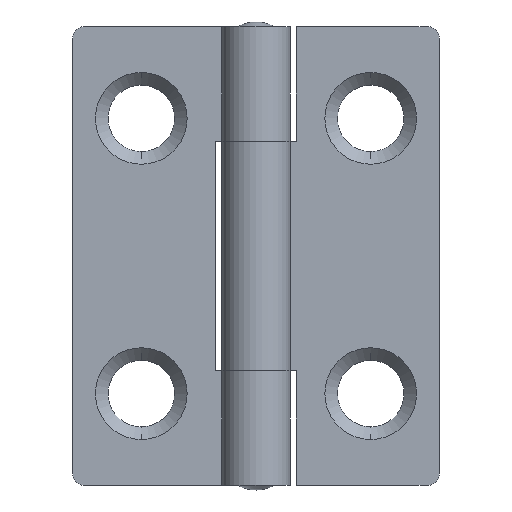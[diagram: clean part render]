
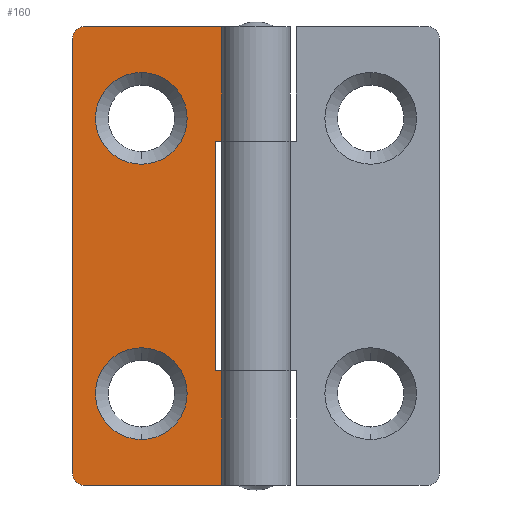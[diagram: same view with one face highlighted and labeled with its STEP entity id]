
A CAD part, front view. The second image highlights one B-rep face of the part: STEP entity #160.
In plain terms, the highlighted planar face has unit normal (0, -1, 0).
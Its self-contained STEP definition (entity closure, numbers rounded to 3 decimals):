
#160=ADVANCED_FACE('',(#316,#317,#318),#315,.T.);
#315=PLANE('',#813);
#316=FACE_OUTER_BOUND('',#814,.T.);
#317=FACE_BOUND('',#815,.T.);
#318=FACE_BOUND('',#816,.T.);
#810=CARTESIAN_POINT('',(-7.6,-1.5,-12.));
#811=DIRECTION('',(0.,-1.,0.));
#812=DIRECTION('',(1.,0.,0.));
#813=AXIS2_PLACEMENT_3D('',#810,#811,#812);
#814=EDGE_LOOP('',(#1141,#1142,#1143,#1144,#1145,#1146,#1147,#1148,#1149,#1150));
#815=EDGE_LOOP('',(#1151,#1152,#1153));
#816=EDGE_LOOP('',(#1154,#1155,#1156));
#1141=ORIENTED_EDGE('',*,*,#1381,.T.);
#1142=ORIENTED_EDGE('',*,*,#1392,.T.);
#1143=ORIENTED_EDGE('',*,*,#1387,.F.);
#1144=ORIENTED_EDGE('',*,*,#1402,.F.);
#1145=ORIENTED_EDGE('',*,*,#1403,.T.);
#1146=ORIENTED_EDGE('',*,*,#1404,.T.);
#1147=ORIENTED_EDGE('',*,*,#1405,.T.);
#1148=ORIENTED_EDGE('',*,*,#1401,.F.);
#1149=ORIENTED_EDGE('',*,*,#1384,.T.);
#1150=ORIENTED_EDGE('',*,*,#1393,.T.);
#1151=ORIENTED_EDGE('',*,*,#1406,.T.);
#1152=ORIENTED_EDGE('',*,*,#1407,.T.);
#1153=ORIENTED_EDGE('',*,*,#1408,.T.);
#1154=ORIENTED_EDGE('',*,*,#1409,.T.);
#1155=ORIENTED_EDGE('',*,*,#1410,.T.);
#1156=ORIENTED_EDGE('',*,*,#1411,.T.);
#1381=EDGE_CURVE('',#1640,#1633,#1641,.T.);
#1384=EDGE_CURVE('',#1660,#1653,#1661,.T.);
#1387=EDGE_CURVE('',#1680,#1681,#1682,.T.);
#1392=EDGE_CURVE('',#1633,#1681,#1714,.T.);
#1393=EDGE_CURVE('',#1653,#1640,#1720,.T.);
#1401=EDGE_CURVE('',#1660,#1765,#1772,.T.);
#1402=EDGE_CURVE('',#1778,#1680,#1779,.T.);
#1403=EDGE_CURVE('',#1778,#1785,#1786,.T.);
#1404=EDGE_CURVE('',#1785,#1792,#1793,.T.);
#1405=EDGE_CURVE('',#1792,#1765,#1799,.T.);
#1406=EDGE_CURVE('',#1805,#1806,#1807,.T.);
#1407=EDGE_CURVE('',#1806,#1813,#1814,.T.);
#1408=EDGE_CURVE('',#1813,#1805,#1820,.T.);
#1409=EDGE_CURVE('',#1826,#1827,#1828,.T.);
#1410=EDGE_CURVE('',#1827,#1834,#1835,.T.);
#1411=EDGE_CURVE('',#1834,#1826,#1841,.T.);
#1633=VERTEX_POINT('',#2520);
#1640=VERTEX_POINT('',#2524);
#1641=LINE('',#2525,#2526);
#1653=VERTEX_POINT('',#2531);
#1660=VERTEX_POINT('',#2535);
#1661=LINE('',#2536,#2537);
#1680=VERTEX_POINT('',#2547);
#1681=VERTEX_POINT('',#2548);
#1682=LINE('',#2549,#2550);
#1714=CIRCLE('',#2571,1.);
#1720=CIRCLE('',#2575,1.);
#1765=VERTEX_POINT('',#2598);
#1772=LINE('',#2603,#2604);
#1778=VERTEX_POINT('',#2606);
#1779=LINE('',#2607,#2608);
#1785=VERTEX_POINT('',#2610);
#1786=LINE('',#2611,#2612);
#1792=VERTEX_POINT('',#2614);
#1793=LINE('',#2615,#2616);
#1799=LINE('',#2618,#2619);
#1805=VERTEX_POINT('',#2621);
#1806=VERTEX_POINT('',#2622);
#1807=CIRCLE('',#2626,4.);
#1813=VERTEX_POINT('',#2627);
#1814=CIRCLE('',#2631,4.);
#1820=CIRCLE('',#2635,4.);
#1826=VERTEX_POINT('',#2636);
#1827=VERTEX_POINT('',#2637);
#1828=CIRCLE('',#2641,4.);
#1834=VERTEX_POINT('',#2642);
#1835=CIRCLE('',#2646,4.);
#1841=CIRCLE('',#2650,4.);
#2520=CARTESIAN_POINT('',(-6.,-1.5,-7.));
#2524=CARTESIAN_POINT('',(-6.,-1.5,31.));
#2525=CARTESIAN_POINT('',(-6.,-1.5,31.));
#2526=VECTOR('',#2527,38.);
#2527=DIRECTION('',(0.,0.,-1.));
#2531=CARTESIAN_POINT('',(-5.,-1.5,32.));
#2535=CARTESIAN_POINT('',(10.,-1.5,32.));
#2536=CARTESIAN_POINT('',(10.,-1.5,32.));
#2537=VECTOR('',#2538,15.);
#2538=DIRECTION('',(-1.,0.,0.));
#2547=CARTESIAN_POINT('',(10.,-1.5,-8.));
#2548=CARTESIAN_POINT('',(-5.,-1.5,-8.));
#2549=CARTESIAN_POINT('',(10.,-1.5,-8.));
#2550=VECTOR('',#2551,15.);
#2551=DIRECTION('',(-1.,0.,0.));
#2568=CARTESIAN_POINT('',(-5.,-1.5,-7.));
#2569=DIRECTION('',(0.,-1.,0.));
#2570=DIRECTION('',(-1.,0.,0.));
#2571=AXIS2_PLACEMENT_3D('',#2568,#2569,#2570);
#2572=CARTESIAN_POINT('',(-5.,-1.5,31.));
#2573=DIRECTION('',(0.,-1.,0.));
#2574=DIRECTION('',(-1.,0.,0.));
#2575=AXIS2_PLACEMENT_3D('',#2572,#2573,#2574);
#2598=CARTESIAN_POINT('',(10.,-1.5,22.));
#2603=CARTESIAN_POINT('',(10.,-1.5,32.));
#2604=VECTOR('',#2605,10.);
#2605=DIRECTION('',(0.,0.,-1.));
#2606=CARTESIAN_POINT('',(10.,-1.5,2.));
#2607=CARTESIAN_POINT('',(10.,-1.5,2.));
#2608=VECTOR('',#2609,10.);
#2609=DIRECTION('',(0.,0.,-1.));
#2610=CARTESIAN_POINT('',(6.5,-1.5,2.));
#2611=CARTESIAN_POINT('',(10.,-1.5,2.));
#2612=VECTOR('',#2613,3.5);
#2613=DIRECTION('',(-1.,0.,0.));
#2614=CARTESIAN_POINT('',(6.5,-1.5,22.));
#2615=CARTESIAN_POINT('',(6.5,-1.5,2.));
#2616=VECTOR('',#2617,20.);
#2617=DIRECTION('',(0.,0.,1.));
#2618=CARTESIAN_POINT('',(6.5,-1.5,22.));
#2619=VECTOR('',#2620,3.5);
#2620=DIRECTION('',(1.,0.,0.));
#2621=CARTESIAN_POINT('',(4.,-1.5,0.));
#2622=CARTESIAN_POINT('',(0.,-1.5,-4.));
#2623=CARTESIAN_POINT('',(0.,-1.5,0.));
#2624=DIRECTION('',(0.,1.,0.));
#2625=DIRECTION('',(1.,0.,0.));
#2626=AXIS2_PLACEMENT_3D('',#2623,#2624,#2625);
#2627=CARTESIAN_POINT('',(0.,-1.5,4.));
#2628=CARTESIAN_POINT('',(0.,-1.5,0.));
#2629=DIRECTION('',(0.,1.,0.));
#2630=DIRECTION('',(1.,0.,0.));
#2631=AXIS2_PLACEMENT_3D('',#2628,#2629,#2630);
#2632=CARTESIAN_POINT('',(0.,-1.5,0.));
#2633=DIRECTION('',(0.,1.,0.));
#2634=DIRECTION('',(1.,0.,0.));
#2635=AXIS2_PLACEMENT_3D('',#2632,#2633,#2634);
#2636=CARTESIAN_POINT('',(4.,-1.5,24.));
#2637=CARTESIAN_POINT('',(0.,-1.5,20.));
#2638=CARTESIAN_POINT('',(0.,-1.5,24.));
#2639=DIRECTION('',(0.,1.,0.));
#2640=DIRECTION('',(1.,0.,0.));
#2641=AXIS2_PLACEMENT_3D('',#2638,#2639,#2640);
#2642=CARTESIAN_POINT('',(0.,-1.5,28.));
#2643=CARTESIAN_POINT('',(0.,-1.5,24.));
#2644=DIRECTION('',(0.,1.,0.));
#2645=DIRECTION('',(1.,0.,0.));
#2646=AXIS2_PLACEMENT_3D('',#2643,#2644,#2645);
#2647=CARTESIAN_POINT('',(0.,-1.5,24.));
#2648=DIRECTION('',(0.,1.,0.));
#2649=DIRECTION('',(1.,0.,0.));
#2650=AXIS2_PLACEMENT_3D('',#2647,#2648,#2649);
